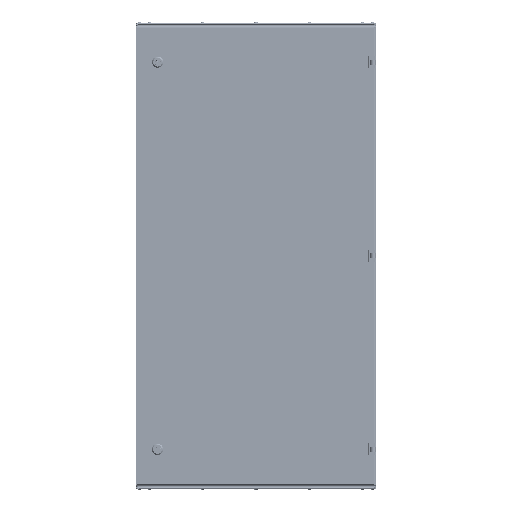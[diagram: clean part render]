
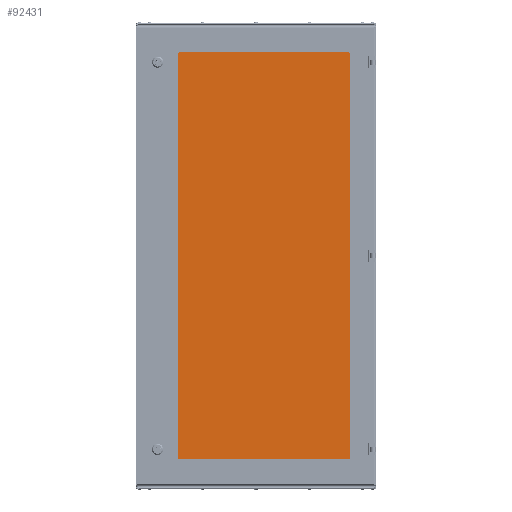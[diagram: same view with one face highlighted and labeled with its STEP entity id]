
A CAD part, top view. The second image highlights one B-rep face of the part: STEP entity #92431.
In plain terms, the highlighted planar face has unit normal (0, 0, 1).
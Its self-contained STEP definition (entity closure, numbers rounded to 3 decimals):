
#2131 = VECTOR ( 'NONE', #93203, 1000. ) ;
#3815 = CARTESIAN_POINT ( 'NONE',  ( 217.75, -520.5, 4. ) ) ;
#5297 = VERTEX_POINT ( 'NONE', #3815 ) ;
#5675 = DIRECTION ( 'NONE',  ( -1., 0., 0. ) ) ;
#6683 = AXIS2_PLACEMENT_3D ( 'NONE', #53062, #81871, #90782 ) ;
#8762 = LINE ( 'NONE', #24328, #63926 ) ;
#9211 = DIRECTION ( 'NONE',  ( 0., 1., 0. ) ) ;
#10882 = DIRECTION ( 'NONE',  ( -1., 0., 0. ) ) ;
#11009 = EDGE_CURVE ( 'NONE', #64870, #75691, #8762, .T. ) ;
#12339 = ORIENTED_EDGE ( 'NONE', *, *, #13633, .T. ) ;
#12496 = AXIS2_PLACEMENT_3D ( 'NONE', #34052, #69908, #5675 ) ;
#13633 = EDGE_CURVE ( 'NONE', #73956, #48142, #63312, .T. ) ;
#15980 = VERTEX_POINT ( 'NONE', #93002 ) ;
#18509 = ORIENTED_EDGE ( 'NONE', *, *, #77171, .T. ) ;
#18542 = DIRECTION ( 'NONE',  ( 1., 0., 0. ) ) ;
#24328 = CARTESIAN_POINT ( 'NONE',  ( 227.75, -520.5, 4. ) ) ;
#25490 = CARTESIAN_POINT ( 'NONE',  ( 217.75, 520.5, 4. ) ) ;
#25989 = CARTESIAN_POINT ( 'NONE',  ( -217.75, 510.5, 4. ) ) ;
#27230 = ORIENTED_EDGE ( 'NONE', *, *, #61657, .T. ) ;
#28707 = DIRECTION ( 'NONE',  ( 0., 0., -1. ) ) ;
#29535 = CARTESIAN_POINT ( 'NONE',  ( -217.75, -510.5, 4. ) ) ;
#29653 = CARTESIAN_POINT ( 'NONE',  ( 0., 0., 4. ) ) ;
#30308 = VERTEX_POINT ( 'NONE', #87638 ) ;
#30749 = EDGE_CURVE ( 'NONE', #50565, #15980, #37046, .T. ) ;
#32434 = CARTESIAN_POINT ( 'NONE',  ( -227.75, -520.5, 4. ) ) ;
#33803 = ORIENTED_EDGE ( 'NONE', *, *, #30749, .T. ) ;
#34052 = CARTESIAN_POINT ( 'NONE',  ( 217.75, -510.5, 4. ) ) ;
#36722 = FACE_OUTER_BOUND ( 'NONE', #81144, .T. ) ;
#37046 = LINE ( 'NONE', #43185, #2131 ) ;
#37999 = DIRECTION ( 'NONE',  ( -1., 0., 0. ) ) ;
#40438 = DIRECTION ( 'NONE',  ( 0., -1., 0. ) ) ;
#43185 = CARTESIAN_POINT ( 'NONE',  ( -227.75, 520.5, 4. ) ) ;
#47491 = CARTESIAN_POINT ( 'NONE',  ( -217.75, -520.5, 4. ) ) ;
#48142 = VERTEX_POINT ( 'NONE', #47491 ) ;
#48218 = AXIS2_PLACEMENT_3D ( 'NONE', #29535, #87093, #37999 ) ;
#50398 = PLANE ( 'NONE',  #80520 ) ;
#50565 = VERTEX_POINT ( 'NONE', #25490 ) ;
#53023 = CARTESIAN_POINT ( 'NONE',  ( -227.75, -520.5, 4. ) ) ;
#53062 = CARTESIAN_POINT ( 'NONE',  ( 217.75, 510.5, 4. ) ) ;
#53209 = CIRCLE ( 'NONE', #12496, 10. ) ;
#55079 = CIRCLE ( 'NONE', #91262, 10. ) ;
#58415 = DIRECTION ( 'NONE',  ( -1., 0., 0. ) ) ;
#61657 = EDGE_CURVE ( 'NONE', #30308, #73956, #63063, .T. ) ;
#63063 = LINE ( 'NONE', #32434, #65182 ) ;
#63312 = CIRCLE ( 'NONE', #48218, 10. ) ;
#63926 = VECTOR ( 'NONE', #9211, 1000. ) ;
#64870 = VERTEX_POINT ( 'NONE', #76777 ) ;
#65182 = VECTOR ( 'NONE', #40438, 1000. ) ;
#65438 = ORIENTED_EDGE ( 'NONE', *, *, #11009, .T. ) ;
#68027 = DIRECTION ( 'NONE',  ( 0., 0., 1. ) ) ;
#68524 = CIRCLE ( 'NONE', #6683, 10. ) ;
#69908 = DIRECTION ( 'NONE',  ( 0., 0., 1. ) ) ;
#70562 = ORIENTED_EDGE ( 'NONE', *, *, #74105, .T. ) ;
#70922 = ORIENTED_EDGE ( 'NONE', *, *, #93017, .T. ) ;
#71095 = CARTESIAN_POINT ( 'NONE',  ( 227.75, 510.5, 4. ) ) ;
#73956 = VERTEX_POINT ( 'NONE', #93126 ) ;
#74105 = EDGE_CURVE ( 'NONE', #5297, #64870, #53209, .T. ) ;
#75691 = VERTEX_POINT ( 'NONE', #71095 ) ;
#76210 = VECTOR ( 'NONE', #18542, 1000. ) ;
#76777 = CARTESIAN_POINT ( 'NONE',  ( 227.75, -510.5, 4. ) ) ;
#77171 = EDGE_CURVE ( 'NONE', #48142, #5297, #83211, .T. ) ;
#77328 = EDGE_CURVE ( 'NONE', #15980, #30308, #55079, .T. ) ;
#79612 = ORIENTED_EDGE ( 'NONE', *, *, #77328, .T. ) ;
#80520 = AXIS2_PLACEMENT_3D ( 'NONE', #29653, #28707, #58415 ) ;
#81144 = EDGE_LOOP ( 'NONE', ( #18509, #70562, #65438, #70922, #33803, #79612, #27230, #12339 ) ) ;
#81871 = DIRECTION ( 'NONE',  ( 0., 0., 1. ) ) ;
#83211 = LINE ( 'NONE', #53023, #76210 ) ;
#87093 = DIRECTION ( 'NONE',  ( 0., 0., 1. ) ) ;
#87638 = CARTESIAN_POINT ( 'NONE',  ( -227.75, 510.5, 4. ) ) ;
#90782 = DIRECTION ( 'NONE',  ( -1., 0., 0. ) ) ;
#91262 = AXIS2_PLACEMENT_3D ( 'NONE', #25989, #68027, #10882 ) ;
#92431 = ADVANCED_FACE ( 'NONE', ( #36722 ), #50398, .F. ) ;
#93002 = CARTESIAN_POINT ( 'NONE',  ( -217.75, 520.5, 4. ) ) ;
#93017 = EDGE_CURVE ( 'NONE', #75691, #50565, #68524, .T. ) ;
#93126 = CARTESIAN_POINT ( 'NONE',  ( -227.75, -510.5, 4. ) ) ;
#93203 = DIRECTION ( 'NONE',  ( -1., 0., 0. ) ) ;
